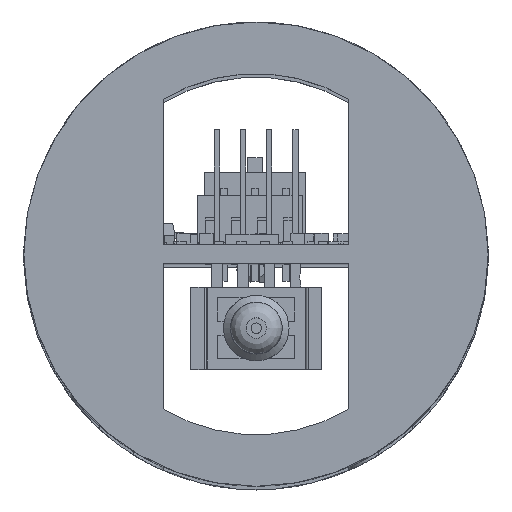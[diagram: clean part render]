
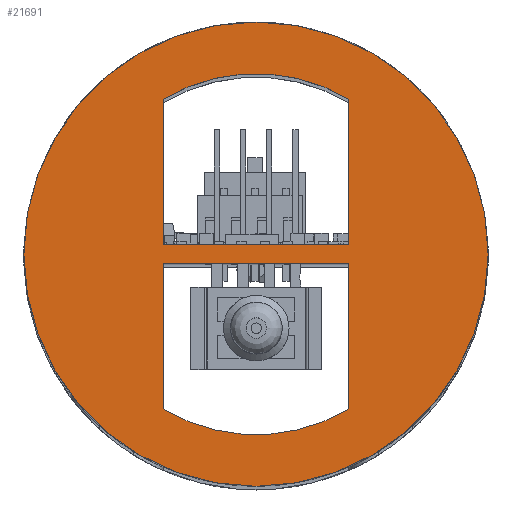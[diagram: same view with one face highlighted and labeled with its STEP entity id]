
A CAD part, top view. The second image highlights one B-rep face of the part: STEP entity #21691.
In plain terms, the highlighted face is planar.
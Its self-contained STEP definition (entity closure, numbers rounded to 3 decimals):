
#5076=LINE('',#44590,#7010);
#5090=LINE('',#44624,#7024);
#5116=LINE('',#44684,#7050);
#5119=LINE('',#44689,#7053);
#5121=LINE('',#44692,#7055);
#5122=LINE('',#44694,#7056);
#7010=VECTOR('',#30724,10.);
#7024=VECTOR('',#30756,10.);
#7050=VECTOR('',#30824,10.);
#7053=VECTOR('',#30829,10.);
#7055=VECTOR('',#30833,10.);
#7056=VECTOR('',#30836,10.);
#7202=FACE_BOUND('',#9448,.T.);
#7203=FACE_BOUND('',#9449,.T.);
#8253=FACE_OUTER_BOUND('',#9447,.T.);
#9447=EDGE_LOOP('',(#19943));
#9448=EDGE_LOOP('',(#19944,#19945,#19946,#19947));
#9449=EDGE_LOOP('',(#19948,#19949,#19950,#19951));
#9947=CIRCLE('',#24056,22.5);
#9970=CIRCLE('',#24104,17.5);
#9971=CIRCLE('',#24107,17.5);
#11693=VERTEX_POINT('',#44427);
#11732=VERTEX_POINT('',#44587);
#11733=VERTEX_POINT('',#44589);
#11743=VERTEX_POINT('',#44621);
#11744=VERTEX_POINT('',#44623);
#11755=VERTEX_POINT('',#44673);
#11756=VERTEX_POINT('',#44678);
#11757=VERTEX_POINT('',#44683);
#11758=VERTEX_POINT('',#44688);
#14387=EDGE_CURVE('',#11693,#11693,#9947,.T.);
#14434=EDGE_CURVE('',#11733,#11732,#5076,.T.);
#14451=EDGE_CURVE('',#11744,#11743,#5090,.T.);
#14478=EDGE_CURVE('',#11732,#11755,#9970,.T.);
#14480=EDGE_CURVE('',#11743,#11756,#9971,.T.);
#14482=EDGE_CURVE('',#11757,#11744,#5116,.T.);
#14485=EDGE_CURVE('',#11758,#11733,#5119,.T.);
#14487=EDGE_CURVE('',#11755,#11758,#5121,.T.);
#14488=EDGE_CURVE('',#11756,#11757,#5122,.T.);
#19943=ORIENTED_EDGE('',*,*,#14387,.T.);
#19944=ORIENTED_EDGE('',*,*,#14480,.T.);
#19945=ORIENTED_EDGE('',*,*,#14488,.T.);
#19946=ORIENTED_EDGE('',*,*,#14482,.T.);
#19947=ORIENTED_EDGE('',*,*,#14451,.T.);
#19948=ORIENTED_EDGE('',*,*,#14485,.T.);
#19949=ORIENTED_EDGE('',*,*,#14434,.T.);
#19950=ORIENTED_EDGE('',*,*,#14478,.T.);
#19951=ORIENTED_EDGE('',*,*,#14487,.T.);
#20641=PLANE('',#24115);
#21691=ADVANCED_FACE('',(#8253,#7202,#7203),#20641,.F.);
#24056=AXIS2_PLACEMENT_3D('',#44428,#30655,#30656);
#24104=AXIS2_PLACEMENT_3D('',#44675,#30812,#30813);
#24107=AXIS2_PLACEMENT_3D('',#44680,#30819,#30820);
#24115=AXIS2_PLACEMENT_3D('',#44699,#30844,#30845);
#30655=DIRECTION('center_axis',(0.,0.,-1.));
#30656=DIRECTION('ref_axis',(1.,0.,0.));
#30724=DIRECTION('',(0.,-1.,0.));
#30756=DIRECTION('',(0.,1.,0.));
#30812=DIRECTION('center_axis',(0.,0.,1.));
#30813=DIRECTION('ref_axis',(1.,0.,0.));
#30819=DIRECTION('center_axis',(0.,0.,1.));
#30820=DIRECTION('ref_axis',(1.,0.,0.));
#30824=DIRECTION('',(1.,0.,0.));
#30829=DIRECTION('',(-1.,0.,0.));
#30833=DIRECTION('',(0.,1.,0.));
#30836=DIRECTION('',(0.,-1.,0.));
#30844=DIRECTION('center_axis',(0.,0.,1.));
#30845=DIRECTION('ref_axis',(1.,0.,0.));
#44427=CARTESIAN_POINT('',(-22.5,0.,-2.));
#44428=CARTESIAN_POINT('Origin',(0.,0.,-2.));
#44587=CARTESIAN_POINT('',(-9.,-15.008,-2.));
#44589=CARTESIAN_POINT('',(-9.,-0.9,-2.));
#44590=CARTESIAN_POINT('',(-9.,0.,-2.));
#44621=CARTESIAN_POINT('',(9.,15.008,-2.));
#44623=CARTESIAN_POINT('',(9.,0.9,-2.));
#44624=CARTESIAN_POINT('',(9.,0.,-2.));
#44673=CARTESIAN_POINT('',(9.,-15.008,-2.));
#44675=CARTESIAN_POINT('Origin',(0.,0.,-2.));
#44678=CARTESIAN_POINT('',(-9.,15.008,-2.));
#44680=CARTESIAN_POINT('Origin',(0.,0.,-2.));
#44683=CARTESIAN_POINT('',(-9.,0.9,-2.));
#44684=CARTESIAN_POINT('',(-19.,0.9,-2.));
#44688=CARTESIAN_POINT('',(9.,-0.9,-2.));
#44689=CARTESIAN_POINT('',(-19.,-0.9,-2.));
#44692=CARTESIAN_POINT('',(9.,-5.25,-2.));
#44694=CARTESIAN_POINT('',(-9.,5.25,-2.));
#44699=CARTESIAN_POINT('Origin',(0.,0.,-2.));
